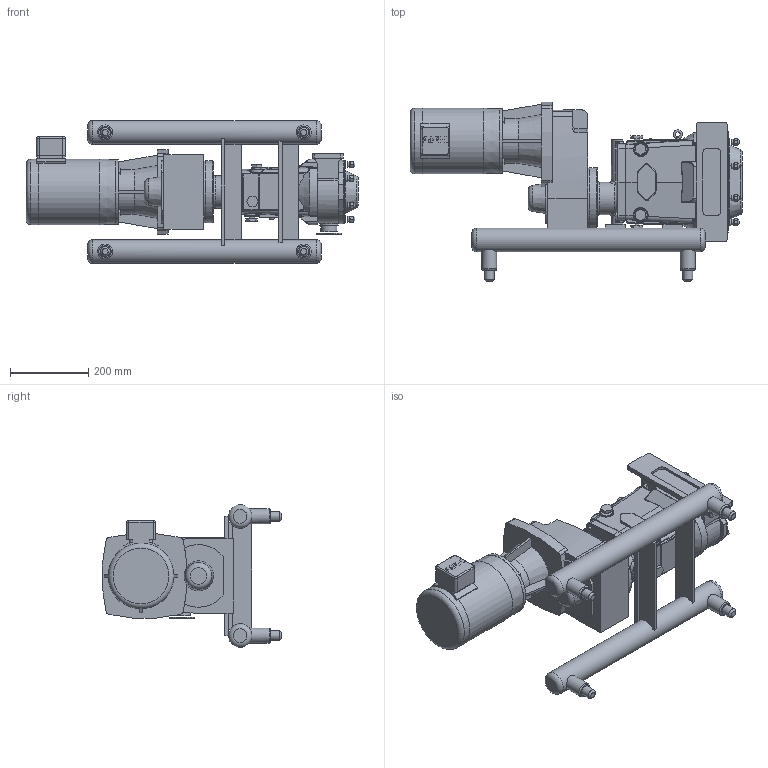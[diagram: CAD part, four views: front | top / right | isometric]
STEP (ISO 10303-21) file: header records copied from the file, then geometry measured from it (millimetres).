
FILE_DESCRIPTION(/* description */ (''),/* implementation_level */ '2;1');
FILE_NAME(/* name */ 'U2_034U2_56C_(1.81 x 6.84)x2_S-Line_0.5HP_SM.stp',/* time_stamp */ '2020-10-20T15:39:23+05:00',/* author */ ('trtmhr'),/* organization */ (''),/* preprocessor_version */ 'ST-DEVELOPER v17',/* originating_system */ 'Autodesk Inventor 2018',/* authorisation */ '');
FILE_SCHEMA (('AUTOMOTIVE_DESIGN { 1 0 10303 214 3 1 1 }'));
Length unit declared in the file: inch
Products named in the file (1): U2_034U2_56C_(1.81 x 6.84)x1.5_S-Line_0.5HP_SM
Bounding box: 849.02 x 458.44 x 365.12 mm (x, y, z)
Volume: 27032220.9 mm3; surface area: 1262743.6 mm2
Topology: 6 solids, 6 shells, 1007 faces, 2615 edges, 1680 vertices
Faces by surface type: plane 474, cylinder 261, bspline 118, torus 85, cone 39, sphere 30
Full cylindrical faces by diameter (mm): 7.62 x4, 10.16 x1, 14.275 x8, 15.24 x5, 19.05 x8, 25.4 x4, 35.052 x2, 38.1 x4, 41.275 x1, 42.291 x1, 46.838 x1, 47.625 x1, 64.008 x1, 82.55 x1, 158.217 x1, 158.242 x1, 165.989 x1, 167.945 x1, 167.97 x1
Entity records: 34496 total; most frequent: CARTESIAN_POINT 9756, ORIENTED_EDGE 5218, DIRECTION 5068, EDGE_CURVE 2609, AXIS2_PLACEMENT_3D 1852, VERTEX_POINT 1680, LINE 1364, VECTOR 1364
